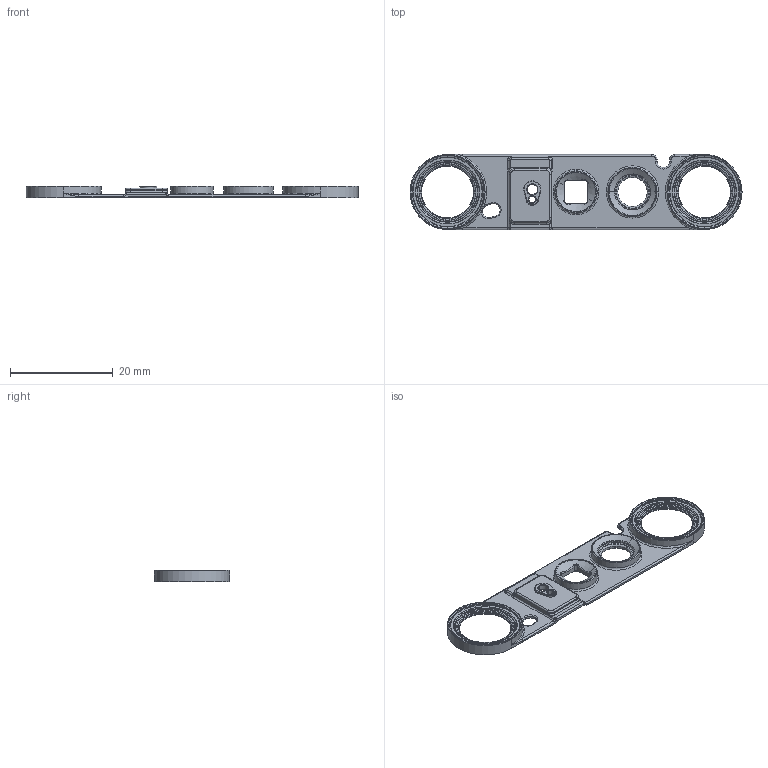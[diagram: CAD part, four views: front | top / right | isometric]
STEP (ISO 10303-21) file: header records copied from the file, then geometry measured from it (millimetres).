
FILE_DESCRIPTION((''),'2;1');
FILE_NAME('SEALING_SILICA_GEL','2022-12-28T09:36:27',('tangjianhua'),(''),'CREO PARAMETRIC BY PTC INC, 2021284','CREO PARAMETRIC BY PTC INC, 2021284','');
FILE_SCHEMA(('AUTOMOTIVE_DESIGN { 1 0 10303 214 1 1 1 1 }'));
Length unit declared in the file: millimetre
Products named in the file (1): SEALING_SILICA_GEL
Bounding box: 64.6 x 14.6 x 2.3 mm (x, y, z)
Volume: 675.7 mm3; surface area: 1914.5 mm2
Topology: 1 solids, 1 shells, 335 faces, 771 edges, 449 vertices
Faces by surface type: cylinder 108, torus 100, plane 52, bspline 37, cone 30, sphere 8
Entity records: 13876 total; most frequent: CARTESIAN_POINT 3908, DIRECTION 1716, ORIENTED_EDGE 1542, PRESENTATION_STYLE_ASSIGNMENT 772, STYLED_ITEM 772, CURVE_STYLE 771, EDGE_CURVE 771, AXIS2_PLACEMENT_3D 738
